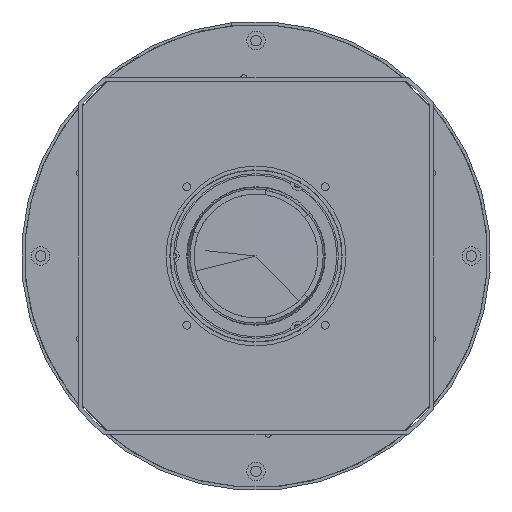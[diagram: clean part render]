
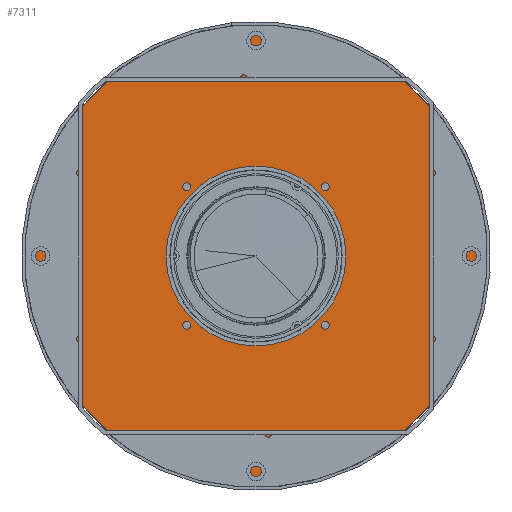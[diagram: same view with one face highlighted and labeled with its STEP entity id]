
A CAD part, front view. The second image highlights one B-rep face of the part: STEP entity #7311.
In plain terms, the highlighted face is planar.
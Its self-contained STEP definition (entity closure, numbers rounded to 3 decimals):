
#7054=CARTESIAN_POINT('',(0.,10.,0.));
#7055=DIRECTION('',(0.,-1.,0.));
#7056=DIRECTION('',(1.,0.,0.));
#7057=AXIS2_PLACEMENT_3D('',#7054,#7055,#7056);
#7059=CARTESIAN_POINT('',(0.,10.,0.));
#7060=DIRECTION('',(0.,-1.,0.));
#7061=DIRECTION('',(-1.,0.,0.));
#7062=AXIS2_PLACEMENT_3D('',#7059,#7060,#7061);
#7064=CARTESIAN_POINT('',(-45.,10.,-45.));
#7065=DIRECTION('',(0.,-1.,0.));
#7066=DIRECTION('',(1.,0.,0.));
#7067=AXIS2_PLACEMENT_3D('',#7064,#7065,#7066);
#7069=CARTESIAN_POINT('',(-45.,10.,-45.));
#7070=DIRECTION('',(0.,-1.,0.));
#7071=DIRECTION('',(-1.,0.,0.));
#7072=AXIS2_PLACEMENT_3D('',#7069,#7070,#7071);
#7074=CARTESIAN_POINT('',(-45.,10.,45.));
#7075=DIRECTION('',(0.,-1.,0.));
#7076=DIRECTION('',(1.,0.,0.));
#7077=AXIS2_PLACEMENT_3D('',#7074,#7075,#7076);
#7079=CARTESIAN_POINT('',(-45.,10.,45.));
#7080=DIRECTION('',(0.,-1.,0.));
#7081=DIRECTION('',(-1.,0.,0.));
#7082=AXIS2_PLACEMENT_3D('',#7079,#7080,#7081);
#7084=CARTESIAN_POINT('',(45.,10.,45.));
#7085=DIRECTION('',(0.,-1.,0.));
#7086=DIRECTION('',(1.,0.,0.));
#7087=AXIS2_PLACEMENT_3D('',#7084,#7085,#7086);
#7089=CARTESIAN_POINT('',(45.,10.,45.));
#7090=DIRECTION('',(0.,-1.,0.));
#7091=DIRECTION('',(-1.,0.,0.));
#7092=AXIS2_PLACEMENT_3D('',#7089,#7090,#7091);
#7094=CARTESIAN_POINT('',(45.,10.,-45.));
#7095=DIRECTION('',(0.,-1.,0.));
#7096=DIRECTION('',(1.,0.,0.));
#7097=AXIS2_PLACEMENT_3D('',#7094,#7095,#7096);
#7099=CARTESIAN_POINT('',(45.,10.,-45.));
#7100=DIRECTION('',(0.,-1.,0.));
#7101=DIRECTION('',(-1.,0.,0.));
#7102=AXIS2_PLACEMENT_3D('',#7099,#7100,#7101);
#7104=CARTESIAN_POINT('',(0.,10.,0.));
#7105=DIRECTION('',(0.,1.,0.));
#7106=DIRECTION('',(1.,0.,0.));
#7107=AXIS2_PLACEMENT_3D('',#7104,#7105,#7106);
#7109=CARTESIAN_POINT('',(0.,10.,0.));
#7110=DIRECTION('',(0.,1.,0.));
#7111=DIRECTION('',(-1.,0.,0.));
#7112=AXIS2_PLACEMENT_3D('',#7109,#7110,#7111);
#7174=CARTESIAN_POINT('',(58.5,10.,0.));
#7175=CARTESIAN_POINT('',(-58.5,10.,0.));
#7176=VERTEX_POINT('',#7174);
#7177=VERTEX_POINT('',#7175);
#7178=CARTESIAN_POINT('',(-42.5,10.,-45.));
#7179=CARTESIAN_POINT('',(-47.5,10.,-45.));
#7180=VERTEX_POINT('',#7178);
#7181=VERTEX_POINT('',#7179);
#7182=CARTESIAN_POINT('',(-42.5,10.,45.));
#7183=CARTESIAN_POINT('',(-47.5,10.,45.));
#7184=VERTEX_POINT('',#7182);
#7185=VERTEX_POINT('',#7183);
#7186=CARTESIAN_POINT('',(47.5,10.,45.));
#7187=CARTESIAN_POINT('',(42.5,10.,45.));
#7188=VERTEX_POINT('',#7186);
#7189=VERTEX_POINT('',#7187);
#7190=CARTESIAN_POINT('',(47.5,10.,-45.));
#7191=CARTESIAN_POINT('',(42.5,10.,-45.));
#7192=VERTEX_POINT('',#7190);
#7193=VERTEX_POINT('',#7191);
#7198=CARTESIAN_POINT('',(149.,10.,0.));
#7199=CARTESIAN_POINT('',(-149.,10.,0.));
#7200=VERTEX_POINT('',#7198);
#7201=VERTEX_POINT('',#7199);
#7272=CARTESIAN_POINT('',(0.,10.,0.));
#7273=DIRECTION('',(0.,1.,0.));
#7274=DIRECTION('',(1.,0.,0.));
#7275=AXIS2_PLACEMENT_3D('',#7272,#7273,#7274);
#7276=PLANE('',#7275);
#7278=ORIENTED_EDGE('',*,*,#7277,.F.);
#7280=ORIENTED_EDGE('',*,*,#7279,.F.);
#7281=EDGE_LOOP('',(#7278,#7280));
#7282=FACE_OUTER_BOUND('',#7281,.F.);
#7284=ORIENTED_EDGE('',*,*,#7283,.F.);
#7286=ORIENTED_EDGE('',*,*,#7285,.F.);
#7287=EDGE_LOOP('',(#7284,#7286));
#7288=FACE_BOUND('',#7287,.F.);
#7290=ORIENTED_EDGE('',*,*,#7289,.F.);
#7292=ORIENTED_EDGE('',*,*,#7291,.F.);
#7293=EDGE_LOOP('',(#7290,#7292));
#7294=FACE_BOUND('',#7293,.F.);
#7296=ORIENTED_EDGE('',*,*,#7295,.F.);
#7298=ORIENTED_EDGE('',*,*,#7297,.F.);
#7299=EDGE_LOOP('',(#7296,#7298));
#7300=FACE_BOUND('',#7299,.F.);
#7302=ORIENTED_EDGE('',*,*,#7301,.F.);
#7304=ORIENTED_EDGE('',*,*,#7303,.F.);
#7305=EDGE_LOOP('',(#7302,#7304));
#7306=FACE_BOUND('',#7305,.F.);
#7307=ORIENTED_EDGE('',*,*,#7252,.F.);
#7308=ORIENTED_EDGE('',*,*,#7266,.F.);
#7309=EDGE_LOOP('',(#7307,#7308));
#7310=FACE_BOUND('',#7309,.F.);
#7058=CIRCLE('',#7057,58.5);
#7063=CIRCLE('',#7062,58.5);
#7068=CIRCLE('',#7067,2.5);
#7073=CIRCLE('',#7072,2.5);
#7078=CIRCLE('',#7077,2.5);
#7083=CIRCLE('',#7082,2.5);
#7088=CIRCLE('',#7087,2.5);
#7093=CIRCLE('',#7092,2.5);
#7098=CIRCLE('',#7097,2.5);
#7103=CIRCLE('',#7102,2.5);
#7108=CIRCLE('',#7107,149.);
#7113=CIRCLE('',#7112,149.);
#7252=EDGE_CURVE('',#7176,#7177,#7058,.T.);
#7266=EDGE_CURVE('',#7177,#7176,#7063,.T.);
#7277=EDGE_CURVE('',#7200,#7201,#7108,.T.);
#7279=EDGE_CURVE('',#7201,#7200,#7113,.T.);
#7283=EDGE_CURVE('',#7180,#7181,#7068,.T.);
#7285=EDGE_CURVE('',#7181,#7180,#7073,.T.);
#7289=EDGE_CURVE('',#7184,#7185,#7078,.T.);
#7291=EDGE_CURVE('',#7185,#7184,#7083,.T.);
#7295=EDGE_CURVE('',#7188,#7189,#7088,.T.);
#7297=EDGE_CURVE('',#7189,#7188,#7093,.T.);
#7301=EDGE_CURVE('',#7192,#7193,#7098,.T.);
#7303=EDGE_CURVE('',#7193,#7192,#7103,.T.);
#7311=ADVANCED_FACE('',(#7282,#7288,#7294,#7300,#7306,#7310),#7276,.T.);
